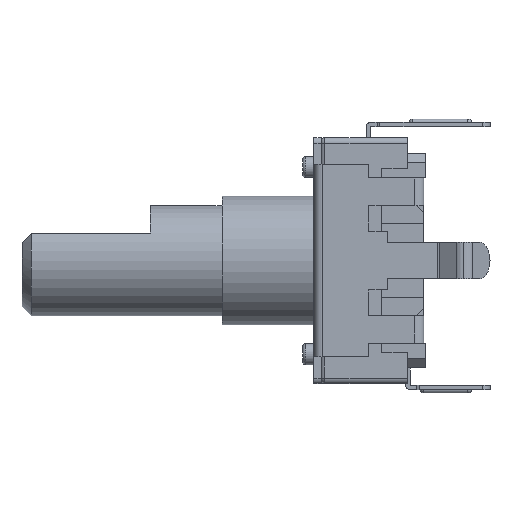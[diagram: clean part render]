
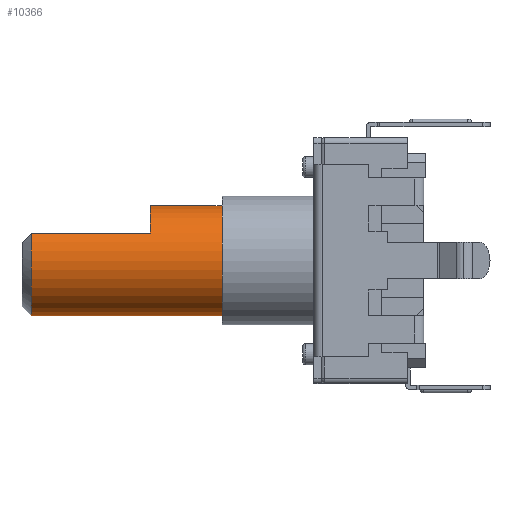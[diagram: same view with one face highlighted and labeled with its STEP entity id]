
A CAD part, left-side view. The second image highlights one B-rep face of the part: STEP entity #10366.
In plain terms, the highlighted cylindrical face has radius 3 mm (diameter 6 mm), a partial arc.
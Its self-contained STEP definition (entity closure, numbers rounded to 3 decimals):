
#388 = DIRECTION ( 'NONE',  ( 0., -1., 0. ) ) ;
#498 = AXIS2_PLACEMENT_3D ( 'NONE', #6987, #388, #9552 ) ;
#680 = VERTEX_POINT ( 'NONE', #1180 ) ;
#839 = EDGE_CURVE ( 'NONE', #10258, #1675, #3570, .T. ) ;
#998 = AXIS2_PLACEMENT_3D ( 'NONE', #6783, #2488, #1003 ) ;
#1003 = DIRECTION ( 'NONE',  ( 0., 0., 1. ) ) ;
#1103 = CYLINDRICAL_SURFACE ( 'NONE', #498, 3. ) ;
#1176 = EDGE_CURVE ( 'NONE', #1675, #680, #10121, .T. ) ;
#1180 = CARTESIAN_POINT ( 'NONE',  ( 0., 11.1, 3. ) ) ;
#1318 = ORIENTED_EDGE ( 'NONE', *, *, #839, .F. ) ;
#1405 = ORIENTED_EDGE ( 'NONE', *, *, #9024, .T. ) ;
#1434 = EDGE_CURVE ( 'NONE', #10258, #5429, #8628, .T. ) ;
#1528 = DIRECTION ( 'NONE',  ( 0., -1., 0. ) ) ;
#1675 = VERTEX_POINT ( 'NONE', #8803 ) ;
#1739 = VECTOR ( 'NONE', #7550, 1000. ) ;
#1820 = CARTESIAN_POINT ( 'NONE',  ( 0., 21.5, -3. ) ) ;
#1949 = VERTEX_POINT ( 'NONE', #1820 ) ;
#1952 = ORIENTED_EDGE ( 'NONE', *, *, #1176, .F. ) ;
#2331 = EDGE_CURVE ( 'NONE', #5429, #1949, #7669, .T. ) ;
#2432 = VECTOR ( 'NONE', #6338, 1000. ) ;
#2488 = DIRECTION ( 'NONE',  ( 0., -1., 0. ) ) ;
#2542 = ORIENTED_EDGE ( 'NONE', *, *, #2331, .T. ) ;
#3324 = CARTESIAN_POINT ( 'NONE',  ( 0., 22., 3. ) ) ;
#3476 = CARTESIAN_POINT ( 'NONE',  ( -2.598, 15., 1.5 ) ) ;
#3493 = CARTESIAN_POINT ( 'NONE',  ( 0., 15., 0. ) ) ;
#3570 = CIRCLE ( 'NONE', #9100, 3. ) ;
#4083 = EDGE_CURVE ( 'NONE', #8869, #680, #9595, .T. ) ;
#4305 = DIRECTION ( 'NONE',  ( 0., 0., 1. ) ) ;
#4609 = FACE_OUTER_BOUND ( 'NONE', #4752, .T. ) ;
#4752 = EDGE_LOOP ( 'NONE', ( #1952, #1318, #9501, #2542, #1405, #10171 ) ) ;
#5429 = VERTEX_POINT ( 'NONE', #9938 ) ;
#6338 = DIRECTION ( 'NONE',  ( 0., -1., 0. ) ) ;
#6659 = CARTESIAN_POINT ( 'NONE',  ( 0., 11.1, 0. ) ) ;
#6783 = CARTESIAN_POINT ( 'NONE',  ( 0., 21.5, 0. ) ) ;
#6987 = CARTESIAN_POINT ( 'NONE',  ( 0., 22., 0. ) ) ;
#7395 = DIRECTION ( 'NONE',  ( 0., 1., 0. ) ) ;
#7550 = DIRECTION ( 'NONE',  ( 0., 1., 0. ) ) ;
#7669 = CIRCLE ( 'NONE', #998, 3. ) ;
#8317 = DIRECTION ( 'NONE',  ( 0., 1., 0. ) ) ;
#8348 = AXIS2_PLACEMENT_3D ( 'NONE', #6659, #7395, #9134 ) ;
#8628 = LINE ( 'NONE', #3476, #1739 ) ;
#8803 = CARTESIAN_POINT ( 'NONE',  ( 0., 15., 3. ) ) ;
#8866 = CARTESIAN_POINT ( 'NONE',  ( 0., 22., -3. ) ) ;
#8869 = VERTEX_POINT ( 'NONE', #9225 ) ;
#9024 = EDGE_CURVE ( 'NONE', #1949, #8869, #9405, .T. ) ;
#9100 = AXIS2_PLACEMENT_3D ( 'NONE', #3493, #8317, #4305 ) ;
#9134 = DIRECTION ( 'NONE',  ( 0., 0., 1. ) ) ;
#9225 = CARTESIAN_POINT ( 'NONE',  ( 0., 11.1, -3. ) ) ;
#9405 = LINE ( 'NONE', #8866, #2432 ) ;
#9501 = ORIENTED_EDGE ( 'NONE', *, *, #1434, .T. ) ;
#9552 = DIRECTION ( 'NONE',  ( 0., 0., -1. ) ) ;
#9595 = CIRCLE ( 'NONE', #8348, 3. ) ;
#9938 = CARTESIAN_POINT ( 'NONE',  ( -2.598, 21.5, 1.5 ) ) ;
#10121 = LINE ( 'NONE', #3324, #10157 ) ;
#10157 = VECTOR ( 'NONE', #1528, 1000. ) ;
#10171 = ORIENTED_EDGE ( 'NONE', *, *, #4083, .T. ) ;
#10258 = VERTEX_POINT ( 'NONE', #10517 ) ;
#10366 = ADVANCED_FACE ( 'NONE', ( #4609 ), #1103, .T. ) ;
#10517 = CARTESIAN_POINT ( 'NONE',  ( -2.598, 15., 1.5 ) ) ;
